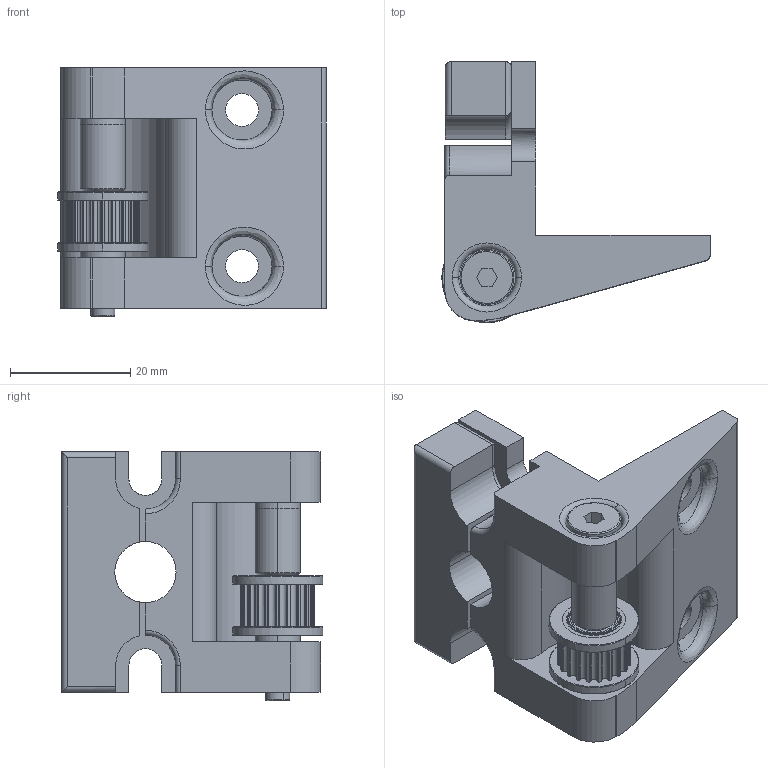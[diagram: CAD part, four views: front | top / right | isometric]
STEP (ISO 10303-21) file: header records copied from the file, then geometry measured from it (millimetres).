
FILE_DESCRIPTION(('CATIA V5 STEP Exchange'),'2;1');
FILE_NAME('HYPERCUBE-EVO-B007_NGEN_G.stp','2021-01-19T12:56:56+00:00',('none'),('none'),'CATIA Version 5 Release 21 GA (IN-10)','CATIA V5 STEP AP203','none');
FILE_SCHEMA(('CONFIG_CONTROL_DESIGN'));
Length unit declared in the file: millimetre
Products named in the file (1): HYPERCUBE-EVO-B007_NGEN_AllCATPart
Bounding box: 44.65 x 43.5 x 41.5 mm (x, y, z)
Volume: 24602 mm3; surface area: 15474.7 mm2
Topology: 27 solids, 28 shells, 704 faces, 1741 edges, 992 vertices
Faces by surface type: cylinder 319, sphere 128, plane 107, torus 78, cone 66, bspline 6
Entity records: 21699 total; most frequent: CARTESIAN_POINT 6682, ORIENTED_EDGE 3210, DIRECTION 2619, EDGE_CURVE 1613, AXIS2_PLACEMENT_3D 1427, VERTEX_POINT 992, CIRCLE 772, EDGE_LOOP 768
